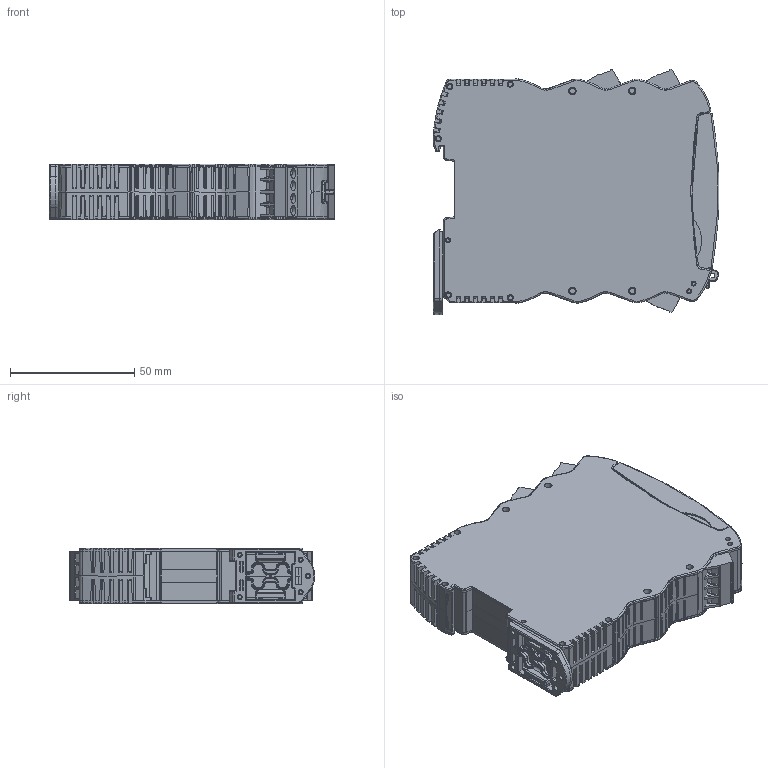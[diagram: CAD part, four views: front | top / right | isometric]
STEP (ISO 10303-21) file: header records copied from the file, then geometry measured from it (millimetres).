
FILE_DESCRIPTION (( 'STEP AP214' ), '1' );
FILE_NAME ('SRB-E-201ST_REV1.STEP', '2024-10-23T14:52:30', ( '' ), ( '' ), 'SwSTEP 2.0', 'SolidWorks 2023', '' );
FILE_SCHEMA (( 'AUTOMOTIVE_DESIGN' ));
Length unit declared in the file: inch
Products named in the file (1): SRB-E-201ST_REV1
Bounding box: 114.89 x 98.88 x 22.5 mm (x, y, z)
Volume: 210605.4 mm3; surface area: 41210.8 mm2
Topology: 2 solids, 7 shells, 3191 faces, 8634 edges, 5395 vertices
Faces by surface type: plane 1573, cylinder 795, bspline 597, cone 221, torus 5
Full cylindrical faces by diameter (mm): 1.7 x1, 1.775 x1, 3.783 x12, 4 x12
Entity records: 126933 total; most frequent: CARTESIAN_POINT 55422, ORIENTED_EDGE 16950, DIRECTION 11932, EDGE_CURVE 8475, VERTEX_POINT 5361, VECTOR 4570, LINE 4570, AXIS2_PLACEMENT_3D 3681
